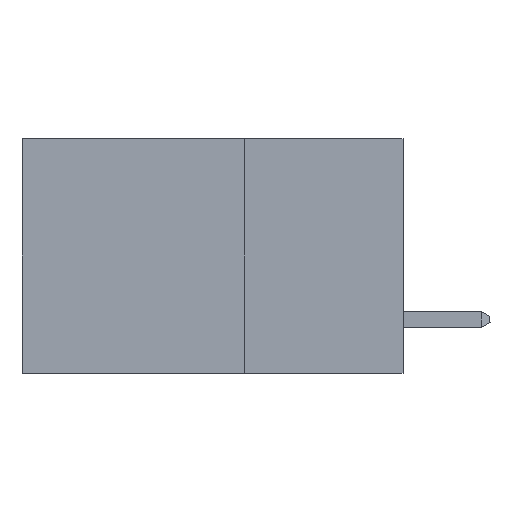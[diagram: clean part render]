
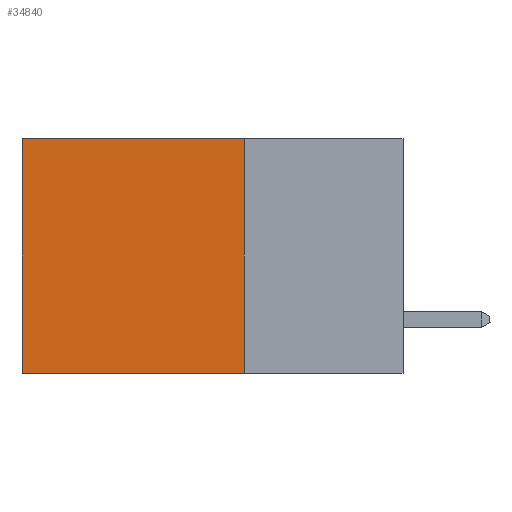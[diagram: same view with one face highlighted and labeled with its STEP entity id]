
A CAD part, left-side view. The second image highlights one B-rep face of the part: STEP entity #34840.
In plain terms, the highlighted planar face has unit normal (-1, 0, 0).
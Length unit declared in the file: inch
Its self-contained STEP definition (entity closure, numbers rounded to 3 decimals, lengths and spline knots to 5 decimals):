
#1238 = CARTESIAN_POINT ( 'NONE',  ( 0.2875, 0.6, -0.37 ) ) ;
#2657 = DIRECTION ( 'NONE',  ( 0., 1., 0. ) ) ;
#6483 = ORIENTED_EDGE ( 'NONE', *, *, #18008, .F. ) ;
#8017 = VERTEX_POINT ( 'NONE', #1238 ) ;
#8104 = VECTOR ( 'NONE', #8336, 39.37008 ) ;
#8336 = DIRECTION ( 'NONE',  ( 0., 0., -1. ) ) ;
#13108 = EDGE_LOOP ( 'NONE', ( #39724, #6483, #13447, #24619 ) ) ;
#13447 = ORIENTED_EDGE ( 'NONE', *, *, #36042, .F. ) ;
#14727 = DIRECTION ( 'NONE',  ( 0., 0., -1. ) ) ;
#15202 = CARTESIAN_POINT ( 'NONE',  ( 0.2875, 0.6, 0. ) ) ;
#16233 = CARTESIAN_POINT ( 'NONE',  ( 0.2875, 0.25, 0. ) ) ;
#18008 = EDGE_CURVE ( 'NONE', #38183, #8017, #29715, .T. ) ;
#18111 = LINE ( 'NONE', #45443, #23511 ) ;
#18485 = DIRECTION ( 'NONE',  ( 0., 1., 0. ) ) ;
#18919 = VERTEX_POINT ( 'NONE', #32348 ) ;
#20601 = VECTOR ( 'NONE', #18485, 39.37008 ) ;
#22114 = CARTESIAN_POINT ( 'NONE',  ( 0.2875, 0.25, -0.37 ) ) ;
#22118 = FACE_OUTER_BOUND ( 'NONE', #13108, .T. ) ;
#22312 = CARTESIAN_POINT ( 'NONE',  ( 0.2875, 0.25, 0. ) ) ;
#23511 = VECTOR ( 'NONE', #34056, 39.37008 ) ;
#24619 = ORIENTED_EDGE ( 'NONE', *, *, #25238, .T. ) ;
#25238 = EDGE_CURVE ( 'NONE', #18919, #38421, #32155, .T. ) ;
#26620 = AXIS2_PLACEMENT_3D ( 'NONE', #22312, #37875, #14727 ) ;
#26812 = LINE ( 'NONE', #16233, #8104 ) ;
#27137 = EDGE_CURVE ( 'NONE', #38421, #8017, #18111, .T. ) ;
#29715 = LINE ( 'NONE', #49634, #20601 ) ;
#32155 = LINE ( 'NONE', #45428, #41850 ) ;
#32348 = CARTESIAN_POINT ( 'NONE',  ( 0.2875, 0.25, 0. ) ) ;
#34056 = DIRECTION ( 'NONE',  ( 0., 0., -1. ) ) ;
#34840 = ADVANCED_FACE ( 'NONE', ( #22118 ), #49427, .F. ) ;
#36042 = EDGE_CURVE ( 'NONE', #18919, #38183, #26812, .T. ) ;
#37875 = DIRECTION ( 'NONE',  ( 1., 0., 0. ) ) ;
#38183 = VERTEX_POINT ( 'NONE', #22114 ) ;
#38421 = VERTEX_POINT ( 'NONE', #15202 ) ;
#39724 = ORIENTED_EDGE ( 'NONE', *, *, #27137, .T. ) ;
#41850 = VECTOR ( 'NONE', #2657, 39.37008 ) ;
#45428 = CARTESIAN_POINT ( 'NONE',  ( 0.2875, 0.25, 0. ) ) ;
#45443 = CARTESIAN_POINT ( 'NONE',  ( 0.2875, 0.6, 0. ) ) ;
#49427 = PLANE ( 'NONE',  #26620 ) ;
#49634 = CARTESIAN_POINT ( 'NONE',  ( 0.2875, 0.25, -0.37 ) ) ;
